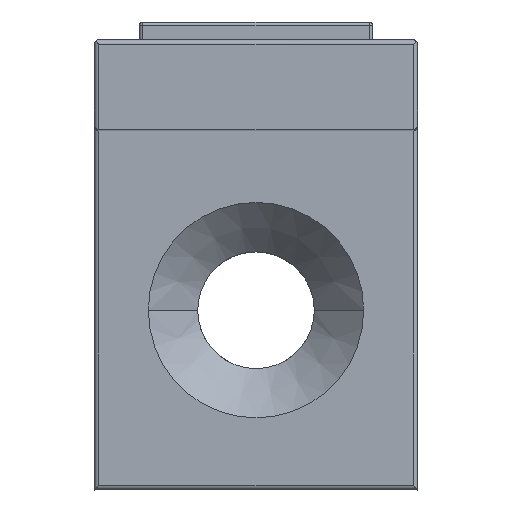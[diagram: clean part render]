
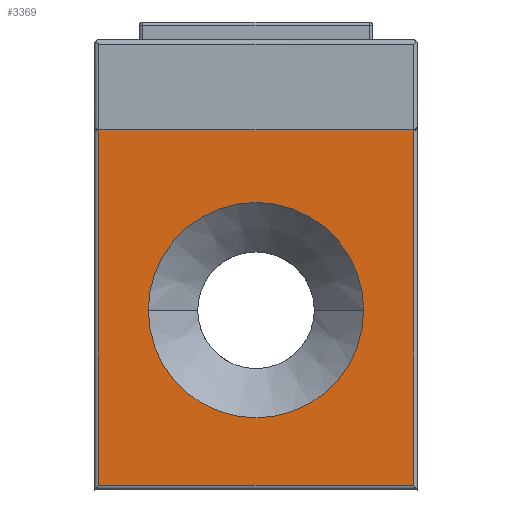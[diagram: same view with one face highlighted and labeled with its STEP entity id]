
A CAD part, top view. The second image highlights one B-rep face of the part: STEP entity #3369.
In plain terms, the highlighted planar face has unit normal (0, 0, 1).
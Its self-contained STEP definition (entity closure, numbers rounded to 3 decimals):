
#245 = CARTESIAN_POINT ( 'NONE',  ( 8.75, -5., 7.5 ) ) ;
#293 = AXIS2_PLACEMENT_3D ( 'NONE', #699, #7657, #8533 ) ;
#473 = AXIS2_PLACEMENT_3D ( 'NONE', #8668, #842, #6399 ) ;
#699 = CARTESIAN_POINT ( 'NONE',  ( 9., -5., 7.5 ) ) ;
#842 = DIRECTION ( 'NONE',  ( 0., 0., 1. ) ) ;
#949 = DIRECTION ( 'NONE',  ( 0., -1., 0. ) ) ;
#1129 = EDGE_CURVE ( 'NONE', #13282, #6977, #12218, .T. ) ;
#1754 = CIRCLE ( 'NONE', #473, 6. ) ;
#1875 = VERTEX_POINT ( 'NONE', #5061 ) ;
#2083 = FACE_OUTER_BOUND ( 'NONE', #9108, .T. ) ;
#2313 = VECTOR ( 'NONE', #949, 1000. ) ;
#2611 = EDGE_CURVE ( 'NONE', #8229, #6189, #1754, .T. ) ;
#3131 = FACE_BOUND ( 'NONE', #10947, .T. ) ;
#3369 = ADVANCED_FACE ( 'NONE', ( #3131, #2083 ), #14374, .F. ) ;
#3753 = DIRECTION ( 'NONE',  ( 1., 0., 0. ) ) ;
#4313 = EDGE_CURVE ( 'NONE', #1875, #8537, #11068, .T. ) ;
#4498 = CARTESIAN_POINT ( 'NONE',  ( 8.75, -5., 7.5 ) ) ;
#5061 = CARTESIAN_POINT ( 'NONE',  ( 8.75, -24.75, 7.5 ) ) ;
#5252 = LINE ( 'NONE', #10618, #8992 ) ;
#5749 = CARTESIAN_POINT ( 'NONE',  ( 9., -5., 7.5 ) ) ;
#5882 = LINE ( 'NONE', #5749, #10835 ) ;
#6189 = VERTEX_POINT ( 'NONE', #7107 ) ;
#6399 = DIRECTION ( 'NONE',  ( 1., 0., 0. ) ) ;
#6483 = ORIENTED_EDGE ( 'NONE', *, *, #7641, .T. ) ;
#6500 = DIRECTION ( 'NONE',  ( 0., 0., 1. ) ) ;
#6511 = ORIENTED_EDGE ( 'NONE', *, *, #4313, .T. ) ;
#6977 = VERTEX_POINT ( 'NONE', #7642 ) ;
#7107 = CARTESIAN_POINT ( 'NONE',  ( 6., -15., 7.5 ) ) ;
#7196 = ORIENTED_EDGE ( 'NONE', *, *, #1129, .T. ) ;
#7641 = EDGE_CURVE ( 'NONE', #6977, #1875, #5252, .T. ) ;
#7642 = CARTESIAN_POINT ( 'NONE',  ( -8.75, -24.75, 7.5 ) ) ;
#7657 = DIRECTION ( 'NONE',  ( 0., 0., -1. ) ) ;
#7788 = DIRECTION ( 'NONE',  ( 0., 1., 0. ) ) ;
#7947 = DIRECTION ( 'NONE',  ( -1., 0., 0. ) ) ;
#8229 = VERTEX_POINT ( 'NONE', #8558 ) ;
#8533 = DIRECTION ( 'NONE',  ( 0., 1., 0. ) ) ;
#8537 = VERTEX_POINT ( 'NONE', #4498 ) ;
#8555 = ORIENTED_EDGE ( 'NONE', *, *, #13893, .T. ) ;
#8558 = CARTESIAN_POINT ( 'NONE',  ( -6., -15., 7.5 ) ) ;
#8668 = CARTESIAN_POINT ( 'NONE',  ( 0., -15., 7.5 ) ) ;
#8992 = VECTOR ( 'NONE', #3753, 1000. ) ;
#9108 = EDGE_LOOP ( 'NONE', ( #6483, #6511, #8555, #7196 ) ) ;
#9937 = DIRECTION ( 'NONE',  ( 1., 0., 0. ) ) ;
#10618 = CARTESIAN_POINT ( 'NONE',  ( 9., -24.75, 7.5 ) ) ;
#10835 = VECTOR ( 'NONE', #7947, 1000. ) ;
#10947 = EDGE_LOOP ( 'NONE', ( #11349, #13283 ) ) ;
#11068 = LINE ( 'NONE', #245, #12140 ) ;
#11349 = ORIENTED_EDGE ( 'NONE', *, *, #11402, .F. ) ;
#11402 = EDGE_CURVE ( 'NONE', #6189, #8229, #12223, .T. ) ;
#12140 = VECTOR ( 'NONE', #7788, 1000. ) ;
#12218 = LINE ( 'NONE', #13408, #2313 ) ;
#12223 = CIRCLE ( 'NONE', #12526, 6. ) ;
#12252 = CARTESIAN_POINT ( 'NONE',  ( -8.75, -5., 7.5 ) ) ;
#12526 = AXIS2_PLACEMENT_3D ( 'NONE', #13161, #6500, #9937 ) ;
#13161 = CARTESIAN_POINT ( 'NONE',  ( 0., -15., 7.5 ) ) ;
#13282 = VERTEX_POINT ( 'NONE', #12252 ) ;
#13283 = ORIENTED_EDGE ( 'NONE', *, *, #2611, .F. ) ;
#13408 = CARTESIAN_POINT ( 'NONE',  ( -8.75, -25., 7.5 ) ) ;
#13893 = EDGE_CURVE ( 'NONE', #8537, #13282, #5882, .T. ) ;
#14374 = PLANE ( 'NONE',  #293 ) ;
